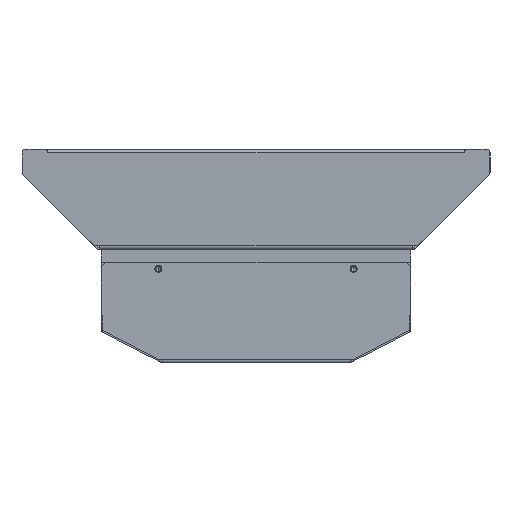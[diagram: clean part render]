
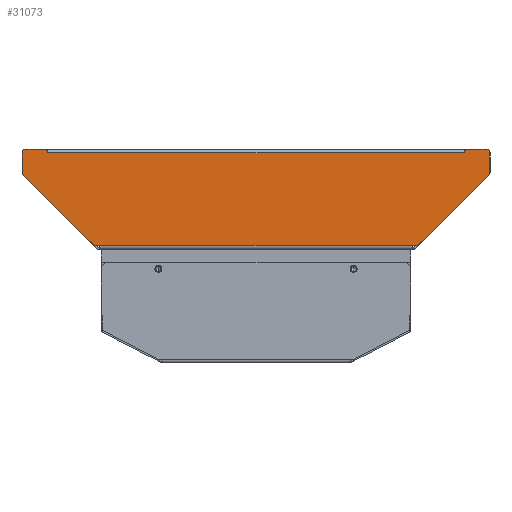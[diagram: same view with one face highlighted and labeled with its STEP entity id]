
A CAD part, left-side view. The second image highlights one B-rep face of the part: STEP entity #31073.
In plain terms, the highlighted planar face has unit normal (-1, 0, 0).
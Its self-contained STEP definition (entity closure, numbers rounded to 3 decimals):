
#4013=DIRECTION('',(0.,-1.,0.));
#4014=VECTOR('',#4013,201.929);
#4015=CARTESIAN_POINT('',(-250.25,59.714,-8.63));
#4016=LINE('',#4015,#4014);
#4735=DIRECTION('',(0.,-1.,0.));
#4736=VECTOR('',#4735,3.536);
#4737=CARTESIAN_POINT('',(-250.25,-142.214,-8.63));
#4738=LINE('',#4737,#4736);
#4739=DIRECTION('',(0.,-0.707,-0.707));
#4740=VECTOR('',#4739,64.725);
#4741=CARTESIAN_POINT('',(-250.25,109.018,37.138));
#4742=LINE('',#4741,#4740);
#4743=CARTESIAN_POINT('',(-250.25,107.25,38.906));
#4744=DIRECTION('',(-1.,0.,0.));
#4745=DIRECTION('',(0.,1.,0.));
#4746=AXIS2_PLACEMENT_3D('',#4743,#4744,#4745);
#4748=CARTESIAN_POINT('',(-250.25,107.25,51.37));
#4749=DIRECTION('',(-1.,0.,0.));
#4750=DIRECTION('',(0.,0.,1.));
#4751=AXIS2_PLACEMENT_3D('',#4748,#4749,#4750);
#4753=DIRECTION('',(0.,0.259,0.966));
#4754=VECTOR('',#4753,2.588);
#4755=CARTESIAN_POINT('',(-250.25,93.25,51.37));
#4756=LINE('',#4755,#4754);
#4757=DIRECTION('',(0.,0.259,-0.966));
#4758=VECTOR('',#4757,2.588);
#4759=CARTESIAN_POINT('',(-250.25,-176.42,53.87));
#4760=LINE('',#4759,#4758);
#4761=CARTESIAN_POINT('',(-250.25,-189.75,51.37));
#4762=DIRECTION('',(-1.,0.,0.));
#4763=DIRECTION('',(0.,-1.,0.));
#4764=AXIS2_PLACEMENT_3D('',#4761,#4762,#4763);
#4766=CARTESIAN_POINT('',(-250.25,-189.75,38.906));
#4767=DIRECTION('',(-1.,0.,0.));
#4768=DIRECTION('',(0.,-0.707,-0.707));
#4769=AXIS2_PLACEMENT_3D('',#4766,#4767,#4768);
#4771=DIRECTION('',(0.,-0.707,0.707));
#4772=VECTOR('',#4771,64.725);
#4773=CARTESIAN_POINT('',(-250.25,-145.75,-8.63));
#4774=LINE('',#4773,#4772);
#4775=DIRECTION('',(0.,1.,0.));
#4776=VECTOR('',#4775,3.536);
#4777=CARTESIAN_POINT('',(-250.25,59.714,-8.63));
#4778=LINE('',#4777,#4776);
#4861=DIRECTION('',(0.,0.,-1.));
#4862=VECTOR('',#4861,12.464);
#4863=CARTESIAN_POINT('',(-250.25,-192.25,51.37));
#4864=LINE('',#4863,#4862);
#4877=DIRECTION('',(0.,-1.,0.));
#4878=VECTOR('',#4877,13.33);
#4879=CARTESIAN_POINT('',(-250.25,-176.42,53.87));
#4880=LINE('',#4879,#4878);
#4903=DIRECTION('',(0.,1.,0.));
#4904=VECTOR('',#4903,269.);
#4905=CARTESIAN_POINT('',(-250.25,-175.75,51.37));
#4906=LINE('',#4905,#4904);
#5037=DIRECTION('',(0.,-1.,0.));
#5038=VECTOR('',#5037,13.33);
#5039=CARTESIAN_POINT('',(-250.25,107.25,53.87));
#5040=LINE('',#5039,#5038);
#5053=DIRECTION('',(0.,0.,1.));
#5054=VECTOR('',#5053,12.464);
#5055=CARTESIAN_POINT('',(-250.25,109.75,38.906));
#5056=LINE('',#5055,#5054);
#21266=CARTESIAN_POINT('',(-250.25,-142.214,-8.63));
#21268=VERTEX_POINT('',#21266);
#21270=CARTESIAN_POINT('',(-250.25,59.714,-8.63));
#21271=VERTEX_POINT('',#21270);
#21530=CARTESIAN_POINT('',(-250.25,-145.75,-8.63));
#21531=VERTEX_POINT('',#21530);
#21532=CARTESIAN_POINT('',(-250.25,63.25,-8.63));
#21533=VERTEX_POINT('',#21532);
#21534=CARTESIAN_POINT('',(-250.25,109.018,37.138));
#21535=VERTEX_POINT('',#21534);
#21536=CARTESIAN_POINT('',(-250.25,109.75,38.906));
#21537=VERTEX_POINT('',#21536);
#21538=CARTESIAN_POINT('',(-250.25,109.75,51.37));
#21539=VERTEX_POINT('',#21538);
#21540=CARTESIAN_POINT('',(-250.25,107.25,53.87));
#21541=VERTEX_POINT('',#21540);
#21542=CARTESIAN_POINT('',(-250.25,93.92,53.87));
#21543=VERTEX_POINT('',#21542);
#21544=CARTESIAN_POINT('',(-250.25,93.25,51.37));
#21545=VERTEX_POINT('',#21544);
#21546=CARTESIAN_POINT('',(-250.25,-175.75,51.37));
#21547=VERTEX_POINT('',#21546);
#21548=CARTESIAN_POINT('',(-250.25,-176.42,53.87));
#21549=VERTEX_POINT('',#21548);
#21550=CARTESIAN_POINT('',(-250.25,-189.75,53.87));
#21551=VERTEX_POINT('',#21550);
#21552=CARTESIAN_POINT('',(-250.25,-192.25,51.37));
#21553=VERTEX_POINT('',#21552);
#21554=CARTESIAN_POINT('',(-250.25,-192.25,38.906));
#21555=VERTEX_POINT('',#21554);
#21556=CARTESIAN_POINT('',(-250.25,-191.518,37.138));
#21557=VERTEX_POINT('',#21556);
#31036=CARTESIAN_POINT('',(-250.25,-41.25,22.62));
#31037=DIRECTION('',(1.,0.,0.));
#31038=DIRECTION('',(0.,-1.,0.));
#31039=AXIS2_PLACEMENT_3D('',#31036,#31037,#31038);
#31040=PLANE('',#31039);
#31041=ORIENTED_EDGE('',*,*,#31019,.F.);
#31042=ORIENTED_EDGE('',*,*,#29635,.F.);
#31044=ORIENTED_EDGE('',*,*,#31043,.T.);
#31046=ORIENTED_EDGE('',*,*,#31045,.F.);
#31048=ORIENTED_EDGE('',*,*,#31047,.F.);
#31050=ORIENTED_EDGE('',*,*,#31049,.T.);
#31052=ORIENTED_EDGE('',*,*,#31051,.F.);
#31054=ORIENTED_EDGE('',*,*,#31053,.T.);
#31056=ORIENTED_EDGE('',*,*,#31055,.F.);
#31058=ORIENTED_EDGE('',*,*,#31057,.F.);
#31060=ORIENTED_EDGE('',*,*,#31059,.F.);
#31062=ORIENTED_EDGE('',*,*,#31061,.T.);
#31064=ORIENTED_EDGE('',*,*,#31063,.F.);
#31066=ORIENTED_EDGE('',*,*,#31065,.T.);
#31068=ORIENTED_EDGE('',*,*,#31067,.F.);
#31070=ORIENTED_EDGE('',*,*,#31069,.F.);
#31071=EDGE_LOOP('',(#31041,#31042,#31044,#31046,#31048,#31050,#31052,#31054,
#31056,#31058,#31060,#31062,#31064,#31066,#31068,#31070));
#31072=FACE_OUTER_BOUND('',#31071,.F.);
#31073=ADVANCED_FACE('',(#31072),#31040,.F.);
#4747=CIRCLE('',#4746,2.5);
#4752=CIRCLE('',#4751,2.5);
#4765=CIRCLE('',#4764,2.5);
#4770=CIRCLE('',#4769,2.5);
#29635=EDGE_CURVE('',#21271,#21268,#4016,.T.);
#31019=EDGE_CURVE('',#21268,#21531,#4738,.T.);
#31043=EDGE_CURVE('',#21271,#21533,#4778,.T.);
#31045=EDGE_CURVE('',#21535,#21533,#4742,.T.);
#31047=EDGE_CURVE('',#21537,#21535,#4747,.T.);
#31049=EDGE_CURVE('',#21537,#21539,#5056,.T.);
#31051=EDGE_CURVE('',#21541,#21539,#4752,.T.);
#31053=EDGE_CURVE('',#21541,#21543,#5040,.T.);
#31055=EDGE_CURVE('',#21545,#21543,#4756,.T.);
#31057=EDGE_CURVE('',#21547,#21545,#4906,.T.);
#31059=EDGE_CURVE('',#21549,#21547,#4760,.T.);
#31061=EDGE_CURVE('',#21549,#21551,#4880,.T.);
#31063=EDGE_CURVE('',#21553,#21551,#4765,.T.);
#31065=EDGE_CURVE('',#21553,#21555,#4864,.T.);
#31067=EDGE_CURVE('',#21557,#21555,#4770,.T.);
#31069=EDGE_CURVE('',#21531,#21557,#4774,.T.);
